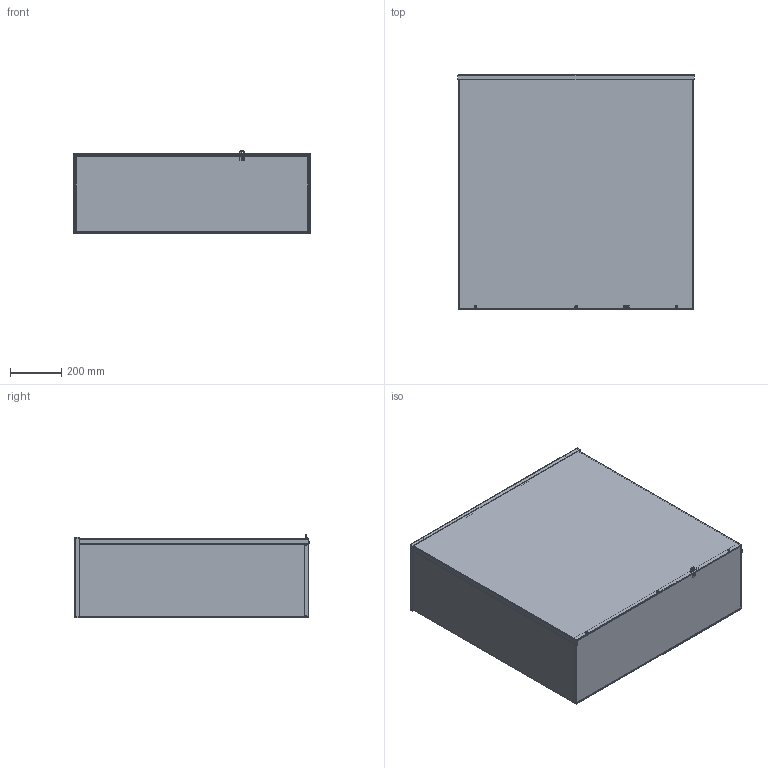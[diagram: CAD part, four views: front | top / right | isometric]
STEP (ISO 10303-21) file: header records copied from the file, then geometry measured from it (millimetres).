
FILE_DESCRIPTION(/* description */ ('RSC, NEMA 3R, CS, 36X36X12'),/* implementation_level */ '2;1');
FILE_NAME(/* name */ 'RSC363612-S.stp',/* time_stamp */ '2021-07-01T14:56:47-05:00',/* author */ ('jfielder'),/* organization */ (''),/* preprocessor_version */ 'ST-DEVELOPER v18.1',/* originating_system */ 'Autodesk Inventor 2020',/* authorisation */ '');
FILE_SCHEMA (('AUTOMOTIVE_DESIGN { 1 0 10303 214 3 1 1 }'));
Length unit declared in the file: inch
Products named in the file (9): RSC363612; RSC363612BKPA; RSC3612EWPA; RSC3636LFA; RSC3612CPA; 3183; 31823; 37214; 36915
Assembly tree (11 placements, depth 2):
  RSC363612
    RSC363612BKPA
    RSC3612EWPA
    RSC3636LFA
    RSC3612CPA
    3183
    31823  x2
    37214  x3
    36915
Bounding box: 927.09 x 917.76 x 326.21 mm (x, y, z)
Volume: 6907639 mm3; surface area: 5841997.7 mm2
Topology: 11 solids, 11 shells, 371 faces, 883 edges, 538 vertices
Faces by surface type: plane 226, cylinder 64, cone 35, bspline 29, torus 10, sphere 7
Full cylindrical faces by diameter (mm): 3.175 x2, 3.454 x2, 4.343 x4, 4.826 x3, 6.655 x1, 7.144 x4, 7.938 x6, 9.525 x1
Entity records: 8751 total; most frequent: CARTESIAN_POINT 2081, DIRECTION 1272, ORIENTED_EDGE 1252, EDGE_CURVE 626, AXIS2_PLACEMENT_3D 440, LINE 392, VECTOR 392, VERTEX_POINT 370
